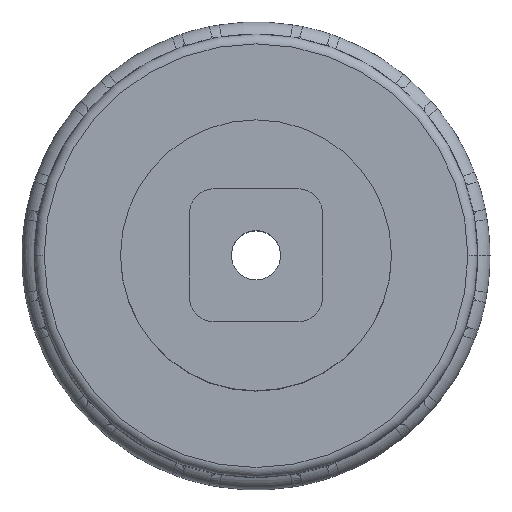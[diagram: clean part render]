
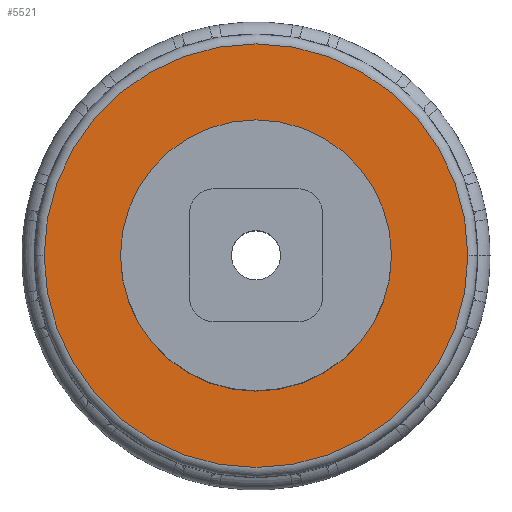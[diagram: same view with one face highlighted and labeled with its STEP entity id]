
A CAD part, top view. The second image highlights one B-rep face of the part: STEP entity #5521.
In plain terms, the highlighted planar face has unit normal (0, 0, 1).
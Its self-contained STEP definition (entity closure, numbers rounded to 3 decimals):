
#232 = CARTESIAN_POINT ( 'NONE',  ( 0., 0., 6.1 ) ) ;
#565 = DIRECTION ( 'NONE',  ( 1., 0., 0. ) ) ;
#621 = CIRCLE ( 'NONE', #2199, 8.6 ) ;
#1055 = AXIS2_PLACEMENT_3D ( 'NONE', #6566, #2507, #4143 ) ;
#1171 = EDGE_CURVE ( 'NONE', #3993, #7473, #5293, .T. ) ;
#1507 = DIRECTION ( 'NONE',  ( 0., 0., 1. ) ) ;
#1790 = DIRECTION ( 'NONE',  ( 0., 0., 1. ) ) ;
#1831 = EDGE_CURVE ( 'NONE', #7473, #3993, #5796, .T. ) ;
#2199 = AXIS2_PLACEMENT_3D ( 'NONE', #5622, #2232, #2799 ) ;
#2232 = DIRECTION ( 'NONE',  ( 0., 0., 1. ) ) ;
#2279 = VERTEX_POINT ( 'NONE', #4735 ) ;
#2355 = EDGE_CURVE ( 'NONE', #2279, #7323, #4202, .T. ) ;
#2356 = PLANE ( 'NONE',  #5845 ) ;
#2474 = FACE_BOUND ( 'NONE', #6119, .T. ) ;
#2483 = ORIENTED_EDGE ( 'NONE', *, *, #2355, .T. ) ;
#2507 = DIRECTION ( 'NONE',  ( 0., 0., 1. ) ) ;
#2530 = CARTESIAN_POINT ( 'NONE',  ( 5.5, 0., 6.1 ) ) ;
#2735 = AXIS2_PLACEMENT_3D ( 'NONE', #5575, #1507, #3137 ) ;
#2799 = DIRECTION ( 'NONE',  ( 1., 0., 0. ) ) ;
#2995 = AXIS2_PLACEMENT_3D ( 'NONE', #232, #6179, #7207 ) ;
#3137 = DIRECTION ( 'NONE',  ( 1., 0., 0. ) ) ;
#3313 = CARTESIAN_POINT ( 'NONE',  ( -5.5, 0., 6.1 ) ) ;
#3993 = VERTEX_POINT ( 'NONE', #3313 ) ;
#4143 = DIRECTION ( 'NONE',  ( 1., 0., 0. ) ) ;
#4202 = CIRCLE ( 'NONE', #2735, 8.6 ) ;
#4634 = FACE_OUTER_BOUND ( 'NONE', #5138, .T. ) ;
#4735 = CARTESIAN_POINT ( 'NONE',  ( 8.6, 0., 6.1 ) ) ;
#4948 = ORIENTED_EDGE ( 'NONE', *, *, #1171, .F. ) ;
#5138 = EDGE_LOOP ( 'NONE', ( #2483, #5335 ) ) ;
#5293 = CIRCLE ( 'NONE', #2995, 5.5 ) ;
#5335 = ORIENTED_EDGE ( 'NONE', *, *, #5713, .T. ) ;
#5521 = ADVANCED_FACE ( 'NONE', ( #4634, #2474 ), #2356, .T. ) ;
#5575 = CARTESIAN_POINT ( 'NONE',  ( 0., 0., 6.1 ) ) ;
#5622 = CARTESIAN_POINT ( 'NONE',  ( 0., 0., 6.1 ) ) ;
#5713 = EDGE_CURVE ( 'NONE', #7323, #2279, #621, .T. ) ;
#5796 = CIRCLE ( 'NONE', #1055, 5.5 ) ;
#5845 = AXIS2_PLACEMENT_3D ( 'NONE', #7114, #1790, #565 ) ;
#6119 = EDGE_LOOP ( 'NONE', ( #4948, #7257 ) ) ;
#6179 = DIRECTION ( 'NONE',  ( 0., 0., 1. ) ) ;
#6566 = CARTESIAN_POINT ( 'NONE',  ( 0., 0., 6.1 ) ) ;
#7058 = CARTESIAN_POINT ( 'NONE',  ( -8.6, 0., 6.1 ) ) ;
#7114 = CARTESIAN_POINT ( 'NONE',  ( 0., 0., 6.1 ) ) ;
#7207 = DIRECTION ( 'NONE',  ( 1., 0., 0. ) ) ;
#7257 = ORIENTED_EDGE ( 'NONE', *, *, #1831, .F. ) ;
#7323 = VERTEX_POINT ( 'NONE', #7058 ) ;
#7473 = VERTEX_POINT ( 'NONE', #2530 ) ;
